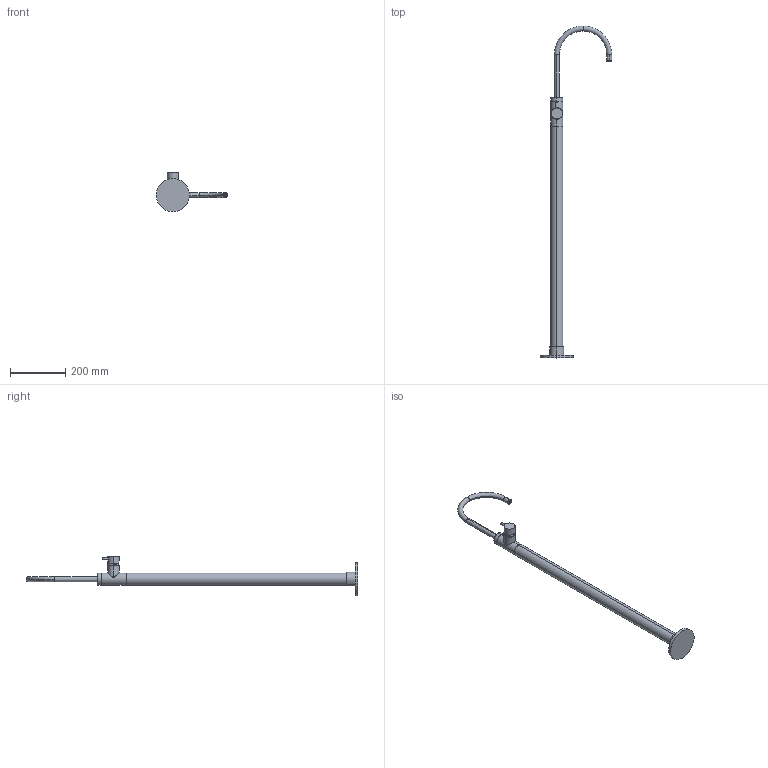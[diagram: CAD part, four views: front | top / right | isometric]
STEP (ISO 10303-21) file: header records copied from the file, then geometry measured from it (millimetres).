
FILE_DESCRIPTION (( 'STEP AP214' ), '1' );
FILE_NAME ('00T15154PC.STEP', '2023-10-06T16:12:19', ( '' ), ( '' ), 'SwSTEP 2.0', 'SolidWorks 2018', '' );
FILE_SCHEMA (( 'AUTOMOTIVE_DESIGN' ));
Length unit declared in the file: millimetre
Products named in the file (1): 00T15154PC
Bounding box: 259 x 1203.4 x 142.5 mm (x, y, z)
Surface area: 195438.7 mm2 (no closed solid volume)
Topology: 0 solids, 10 shells, 65 faces, 1225 edges, 1164 vertices
Faces by surface type: plane 29, cylinder 28, torus 4, bspline 2, sphere 2
Entity records: 12729 total; most frequent: CARTESIAN_POINT 2712, DIRECTION 2464, ORIENTED_EDGE 1337, EDGE_CURVE 1225, AXIS2_PLACEMENT_3D 1190, VERTEX_POINT 1164, CIRCLE 1126, EDGE_LOOP 226
